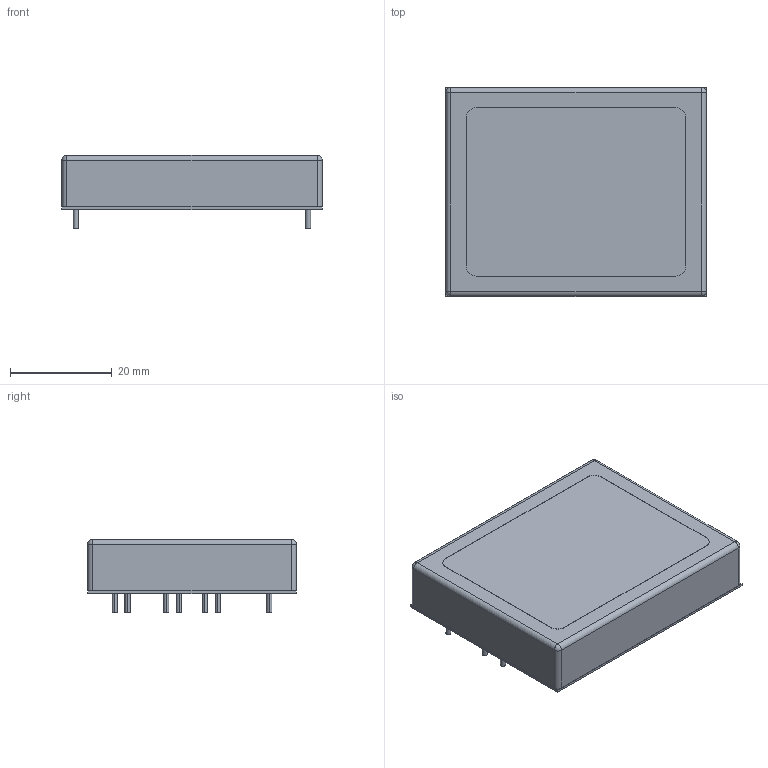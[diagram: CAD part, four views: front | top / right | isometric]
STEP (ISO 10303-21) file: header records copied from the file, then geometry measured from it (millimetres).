
FILE_DESCRIPTION((''),'2;1');
FILE_NAME('DCDC_TRACO_TEN30WI.stp','2013-05-30T12:55:26',(''),(''),'Mechanical Desktop 2011','Mechanical Desktop 2011',', , ');
FILE_SCHEMA(('AUTOMOTIVE_DESIGN { 1 2 10303 214 1 1 1 1 }'));
Length unit declared in the file: millimetre
Products named in the file (1): Product
Bounding box: 51.3 x 41.14 x 14.5 mm (x, y, z)
Volume: 22521.4 mm3; surface area: 13277.8 mm2
Topology: 10 solids, 10 shells, 62 faces, 118 edges, 72 vertices
Faces by surface type: plane 32, cylinder 26, sphere 4
Entity records: 1584 total; most frequent: DIRECTION 292, CARTESIAN_POINT 249, ORIENTED_EDGE 228, AXIS2_PLACEMENT_3D 115, EDGE_CURVE 114, VERTEX_POINT 72, VECTOR 62, LINE 62
